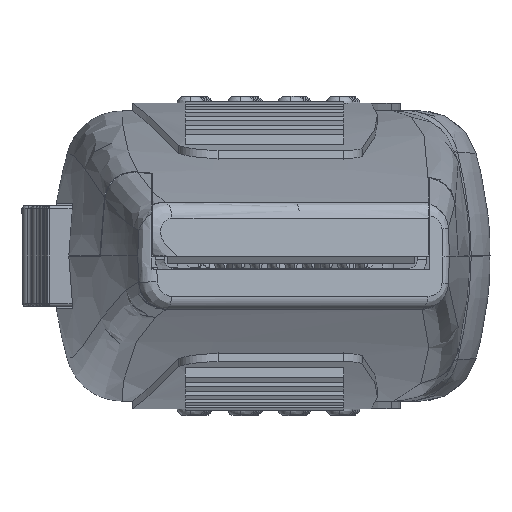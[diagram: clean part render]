
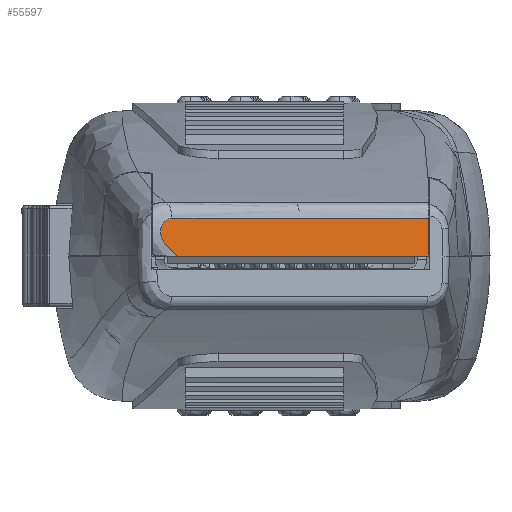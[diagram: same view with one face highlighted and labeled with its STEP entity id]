
A CAD part, left-side view. The second image highlights one B-rep face of the part: STEP entity #55597.
In plain terms, the highlighted planar face has unit normal (-0.861, -0.509, 0).
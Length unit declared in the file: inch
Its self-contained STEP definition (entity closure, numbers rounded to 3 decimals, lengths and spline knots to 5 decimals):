
#168 = CARTESIAN_POINT ( 'NONE',  ( -2.90668, 0.26957, 0.02457 ) ) ;
#1909 = CARTESIAN_POINT ( 'NONE',  ( -2.91668, 0.28647, 0.04871 ) ) ;
#2654 = CARTESIAN_POINT ( 'NONE',  ( -2.89864, 0.25599, 0.01111 ) ) ;
#3363 = CARTESIAN_POINT ( 'NONE',  ( -2.90478, 0.26635, 0.02117 ) ) ;
#4034 = CARTESIAN_POINT ( 'NONE',  ( -2.44661, -0.50775, 0. ) ) ;
#5352 = CARTESIAN_POINT ( 'NONE',  ( -2.90583, 0.26813, 0.11136 ) ) ;
#5707 = CARTESIAN_POINT ( 'NONE',  ( -2.91624, 0.28572, 0.04723 ) ) ;
#6199 = B_SPLINE_CURVE_WITH_KNOTS ( 'NONE', 3,
 ( #50036, #7451, #5352, #50776, #38957, #62240, #41422, #45603, #55949, #69110, #63588, #72920, #18525, #11242, #27822, #69475, #11611, #50405, #52523, #1909, #5707, #24415, #46970, #168, #45240, #58383, #13680, #41777, #3363, #7798, #2654, #9240, #14409 ),
 .UNSPECIFIED., .F., .F.,
 ( 4, 2, 2, 1, 2, 2, 1, 2, 2, 1, 2, 2, 1, 1, 1, 2, 2, 1, 1, 1, 4 ),
 ( 0., 0.125, 0.25, 0.3125, 0.34375, 0.375, 0.4375, 0.46875, 0.5, 0.5625, 0.59375, 0.60937, 0.625, 0.75, 0.78125, 0.78516, 0.78906, 0.79687, 0.8125, 0.875, 1. ),
 .UNSPECIFIED. ) ;
#7451 = CARTESIAN_POINT ( 'NONE',  ( -2.90302, 0.26339, 0.11266 ) ) ;
#7798 = CARTESIAN_POINT ( 'NONE',  ( -2.90305, 0.26343, 0.01819 ) ) ;
#9240 = CARTESIAN_POINT ( 'NONE',  ( -2.89386, 0.24791, 0.00447 ) ) ;
#10854 = VERTEX_POINT ( 'NONE', #24872 ) ;
#11150 = VERTEX_POINT ( 'NONE', #69128 ) ;
#11242 = CARTESIAN_POINT ( 'NONE',  ( -2.92013, 0.29228, 0.06763 ) ) ;
#11413 = VECTOR ( 'NONE', #59247, 39.37008 ) ;
#11611 = CARTESIAN_POINT ( 'NONE',  ( -2.91873, 0.28993, 0.05671 ) ) ;
#13113 = LINE ( 'NONE', #43394, #23932 ) ;
#13680 = CARTESIAN_POINT ( 'NONE',  ( -2.90546, 0.26751, 0.02238 ) ) ;
#14409 = CARTESIAN_POINT ( 'NONE',  ( -2.89036, 0.24199, 0. ) ) ;
#14557 = DIRECTION ( 'NONE',  ( 0., 0., 1. ) ) ;
#15612 = VERTEX_POINT ( 'NONE', #4034 ) ;
#16656 = AXIS2_PLACEMENT_3D ( 'NONE', #24863, #47780, #52618 ) ;
#18500 = EDGE_LOOP ( 'NONE', ( #50535, #29221, #72298, #33265 ) ) ;
#18525 = CARTESIAN_POINT ( 'NONE',  ( -2.92028, 0.29255, 0.0706 ) ) ;
#20094 = LINE ( 'NONE', #52653, #11413 ) ;
#23932 = VECTOR ( 'NONE', #14557, 39.37008 ) ;
#24415 = CARTESIAN_POINT ( 'NONE',  ( -2.91418, 0.28225, 0.04053 ) ) ;
#24863 = CARTESIAN_POINT ( 'NONE',  ( -2.94783, 0.3391, 0. ) ) ;
#24872 = CARTESIAN_POINT ( 'NONE',  ( -2.89036, 0.24199, 0. ) ) ;
#27822 = CARTESIAN_POINT ( 'NONE',  ( -2.92001, 0.29209, 0.06619 ) ) ;
#29221 = ORIENTED_EDGE ( 'NONE', *, *, #50204, .F. ) ;
#30225 = EDGE_CURVE ( 'NONE', #58881, #10854, #6199, .T. ) ;
#33147 = LINE ( 'NONE', #66788, #49865 ) ;
#33265 = ORIENTED_EDGE ( 'NONE', *, *, #35517, .T. ) ;
#35517 = EDGE_CURVE ( 'NONE', #10854, #15612, #33147, .T. ) ;
#38957 = CARTESIAN_POINT ( 'NONE',  ( -2.91369, 0.28141, 0.10262 ) ) ;
#41390 = CARTESIAN_POINT ( 'NONE',  ( -2.9002, 0.25862, 0.11266 ) ) ;
#41422 = CARTESIAN_POINT ( 'NONE',  ( -2.91793, 0.28858, 0.09184 ) ) ;
#41777 = CARTESIAN_POINT ( 'NONE',  ( -2.90524, 0.26713, 0.02198 ) ) ;
#43394 = CARTESIAN_POINT ( 'NONE',  ( -2.44661, -0.50775, 0. ) ) ;
#45240 = CARTESIAN_POINT ( 'NONE',  ( -2.90573, 0.26797, 0.02287 ) ) ;
#45603 = CARTESIAN_POINT ( 'NONE',  ( -2.91884, 0.2901, 0.08778 ) ) ;
#46970 = CARTESIAN_POINT ( 'NONE',  ( -2.91078, 0.27649, 0.03229 ) ) ;
#47780 = DIRECTION ( 'NONE',  ( -0.861, -0.509, 0. ) ) ;
#49865 = VECTOR ( 'NONE', #50167, 39.37008 ) ;
#50036 = CARTESIAN_POINT ( 'NONE',  ( -2.9002, 0.25862, 0.11266 ) ) ;
#50167 = DIRECTION ( 'NONE',  ( 0.509, -0.861, 0. ) ) ;
#50204 = EDGE_CURVE ( 'NONE', #58881, #11150, #20094, .T. ) ;
#50405 = CARTESIAN_POINT ( 'NONE',  ( -2.91754, 0.28792, 0.05185 ) ) ;
#50535 = ORIENTED_EDGE ( 'NONE', *, *, #68875, .T. ) ;
#50776 = CARTESIAN_POINT ( 'NONE',  ( -2.91134, 0.27744, 0.1062 ) ) ;
#52523 = CARTESIAN_POINT ( 'NONE',  ( -2.91688, 0.2868, 0.0494 ) ) ;
#52618 = DIRECTION ( 'NONE',  ( 0.509, -0.861, 0. ) ) ;
#52653 = CARTESIAN_POINT ( 'NONE',  ( -2.66751, -0.13453, 0.11266 ) ) ;
#55597 = ADVANCED_FACE ( 'NONE', ( #58844 ), #69213, .T. ) ;
#55949 = CARTESIAN_POINT ( 'NONE',  ( -2.91936, 0.29099, 0.085 ) ) ;
#58383 = CARTESIAN_POINT ( 'NONE',  ( -2.90552, 0.26761, 0.02249 ) ) ;
#58844 = FACE_OUTER_BOUND ( 'NONE', #18500, .T. ) ;
#58881 = VERTEX_POINT ( 'NONE', #41390 ) ;
#59247 = DIRECTION ( 'NONE',  ( 0.509, -0.861, 0. ) ) ;
#62240 = CARTESIAN_POINT ( 'NONE',  ( -2.91668, 0.28646, 0.09557 ) ) ;
#63588 = CARTESIAN_POINT ( 'NONE',  ( -2.92011, 0.29226, 0.07931 ) ) ;
#66788 = CARTESIAN_POINT ( 'NONE',  ( -2.94783, 0.3391, 0. ) ) ;
#68875 = EDGE_CURVE ( 'NONE', #15612, #11150, #13113, .T. ) ;
#69110 = CARTESIAN_POINT ( 'NONE',  ( -2.91959, 0.29137, 0.08353 ) ) ;
#69128 = CARTESIAN_POINT ( 'NONE',  ( -2.44661, -0.50775, 0.11266 ) ) ;
#69213 = PLANE ( 'NONE',  #16656 ) ;
#69475 = CARTESIAN_POINT ( 'NONE',  ( -2.91951, 0.29124, 0.06148 ) ) ;
#72298 = ORIENTED_EDGE ( 'NONE', *, *, #30225, .T. ) ;
#72920 = CARTESIAN_POINT ( 'NONE',  ( -2.92039, 0.29272, 0.07501 ) ) ;
